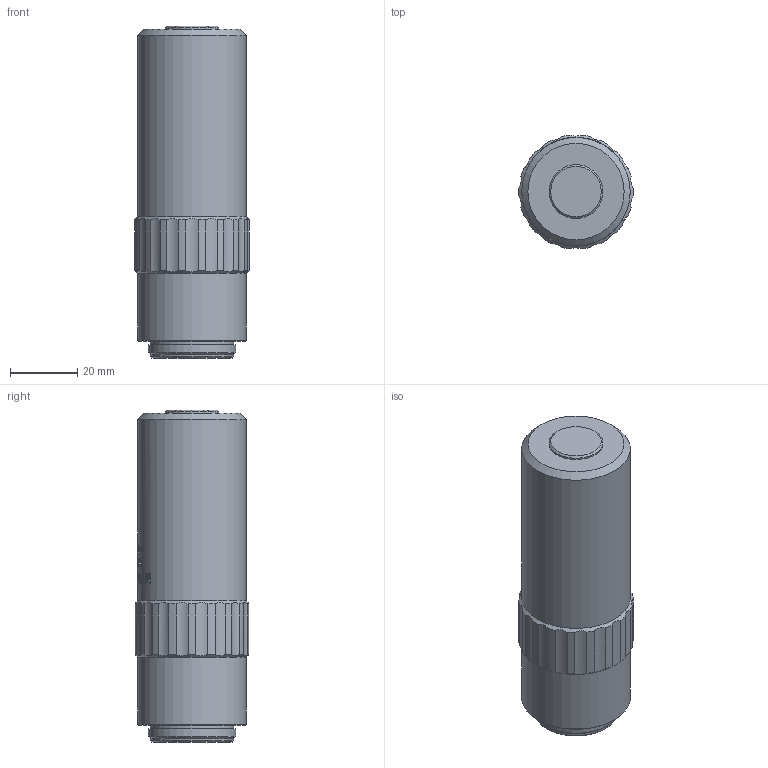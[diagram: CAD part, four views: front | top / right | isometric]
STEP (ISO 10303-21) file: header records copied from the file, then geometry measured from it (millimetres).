
FILE_DESCRIPTION (( 'STEP AP214' ), '1' );
FILE_NAME ('100X-HR 俋倛-20240604.STEP', '2024-06-04T02:32:17', ( '' ), ( '' ), 'SwSTEP 2.0', 'SolidWorks 2015', '' );
FILE_SCHEMA (( 'AUTOMOTIVE_DESIGN' ));
Length unit declared in the file: millimetre
Products named in the file (1): 100X-HR 俋倛-20240604
Bounding box: 34 x 33.81 x 98.55 mm (x, y, z)
Volume: 79198.6 mm3; surface area: 11553.4 mm2
Topology: 1 solids, 1 shells, 390 faces, 1024 edges, 681 vertices
Faces by surface type: bspline 185, plane 114, cylinder 84, cone 7
Full cylindrical faces by diameter (mm): 16 x1, 24.8 x2, 26 x1, 32.2 x2
Entity records: 35692 total; most frequent: CARTESIAN_POINT 27728, ORIENTED_EDGE 2012, EDGE_CURVE 1006, DIRECTION 967, VERTEX_POINT 676, B_SPLINE_CURVE_WITH_KNOTS 629, EDGE_LOOP 448, FACE_OUTER_BOUND 396
